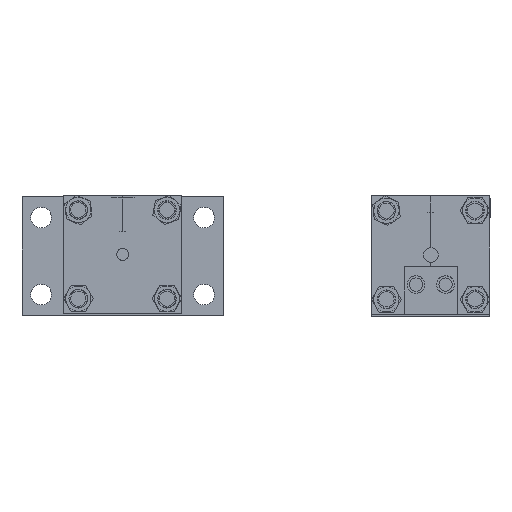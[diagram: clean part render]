
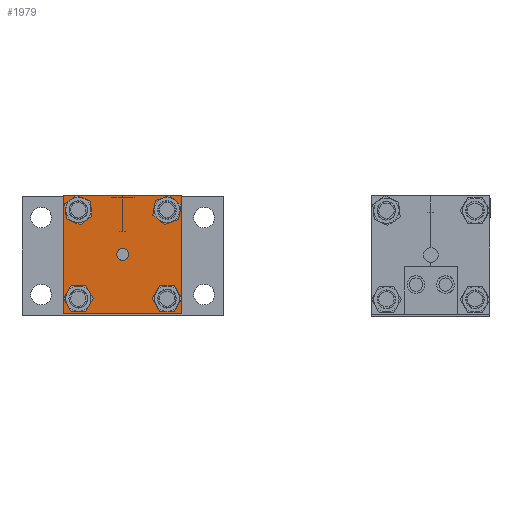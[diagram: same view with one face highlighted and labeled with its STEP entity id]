
A CAD part, top view. The second image highlights one B-rep face of the part: STEP entity #1979.
In plain terms, the highlighted planar face has unit normal (0, 0, 1).
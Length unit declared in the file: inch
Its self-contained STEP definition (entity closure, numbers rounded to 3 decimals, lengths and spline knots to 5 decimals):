
#25 = DIRECTION ( 'NONE',  ( 1., 0., 0. ) ) ;
#105 = DIRECTION ( 'NONE',  ( 1., 0., 0. ) ) ;
#225 = CARTESIAN_POINT ( 'NONE',  ( 6.83446, 7.39306, 0.5 ) ) ;
#241 = VERTEX_POINT ( 'NONE', #8250 ) ;
#271 = AXIS2_PLACEMENT_3D ( 'NONE', #11468, #8346, #12450 ) ;
#280 = LINE ( 'NONE', #9751, #592 ) ;
#307 = DIRECTION ( 'NONE',  ( 1., 0., 0. ) ) ;
#343 = AXIS2_PLACEMENT_3D ( 'NONE', #4113, #4197, #105 ) ;
#376 = AXIS2_PLACEMENT_3D ( 'NONE', #225, #2429, #12334 ) ;
#461 = FACE_BOUND ( 'NONE', #534, .T. ) ;
#534 = EDGE_LOOP ( 'NONE', ( #1659, #10751 ) ) ;
#571 = ORIENTED_EDGE ( 'NONE', *, *, #9162, .F. ) ;
#592 = VECTOR ( 'NONE', #4746, 39.37008 ) ;
#686 = ORIENTED_EDGE ( 'NONE', *, *, #11308, .F. ) ;
#1044 = DIRECTION ( 'NONE',  ( 1., 0., 0. ) ) ;
#1113 = CARTESIAN_POINT ( 'NONE',  ( 5.89946, 9.57806, 0.5 ) ) ;
#1321 = CARTESIAN_POINT ( 'NONE',  ( 4.96446, 9.26306, 0.5 ) ) ;
#1647 = CARTESIAN_POINT ( 'NONE',  ( 5.15246, 9.26306, 0.5 ) ) ;
#1659 = ORIENTED_EDGE ( 'NONE', *, *, #10772, .F. ) ;
#1686 = ORIENTED_EDGE ( 'NONE', *, *, #6504, .T. ) ;
#1725 = FACE_BOUND ( 'NONE', #6382, .T. ) ;
#1744 = AXIS2_PLACEMENT_3D ( 'NONE', #2983, #11037, #25 ) ;
#1955 = CARTESIAN_POINT ( 'NONE',  ( 5.89946, 8.32806, 0.5 ) ) ;
#1979 = ADVANCED_FACE ( 'NONE', ( #1725, #461, #10365, #3780, #12080, #4093 ), #2186, .T. ) ;
#2097 = VERTEX_POINT ( 'NONE', #3541 ) ;
#2186 = PLANE ( 'NONE',  #11722 ) ;
#2223 = CIRCLE ( 'NONE', #376, 0.188 ) ;
#2409 = AXIS2_PLACEMENT_3D ( 'NONE', #1321, #9412, #3405 ) ;
#2429 = DIRECTION ( 'NONE',  ( 0., 0., 1. ) ) ;
#2608 = VECTOR ( 'NONE', #8005, 39.37008 ) ;
#2624 = CARTESIAN_POINT ( 'NONE',  ( 4.96446, 9.26306, 0.5 ) ) ;
#2745 = ORIENTED_EDGE ( 'NONE', *, *, #5281, .F. ) ;
#2983 = CARTESIAN_POINT ( 'NONE',  ( 4.96446, 7.39306, 0.5 ) ) ;
#3109 = AXIS2_PLACEMENT_3D ( 'NONE', #7618, #4620, #11714 ) ;
#3156 = CARTESIAN_POINT ( 'NONE',  ( 5.89946, 5.57249, 0.5 ) ) ;
#3229 = CIRCLE ( 'NONE', #1744, 0.188 ) ;
#3251 = EDGE_LOOP ( 'NONE', ( #2745, #3691 ) ) ;
#3405 = DIRECTION ( 'NONE',  ( 1., 0., 0. ) ) ;
#3435 = DIRECTION ( 'NONE',  ( 0., 0., 1. ) ) ;
#3541 = CARTESIAN_POINT ( 'NONE',  ( 4.64946, 9.57806, 0.5 ) ) ;
#3691 = ORIENTED_EDGE ( 'NONE', *, *, #7625, .F. ) ;
#3780 = FACE_BOUND ( 'NONE', #11847, .T. ) ;
#3837 = AXIS2_PLACEMENT_3D ( 'NONE', #1955, #11004, #1044 ) ;
#3846 = VERTEX_POINT ( 'NONE', #6670 ) ;
#3877 = VECTOR ( 'NONE', #10061, 39.37008 ) ;
#3924 = CARTESIAN_POINT ( 'NONE',  ( 5.15246, 7.39306, 0.5 ) ) ;
#3935 = CARTESIAN_POINT ( 'NONE',  ( 5.77291, 8.32806, 0.5 ) ) ;
#4093 = FACE_BOUND ( 'NONE', #8260, .T. ) ;
#4113 = CARTESIAN_POINT ( 'NONE',  ( 6.83446, 9.26306, 0.5 ) ) ;
#4191 = CIRCLE ( 'NONE', #3837, 0.12655 ) ;
#4197 = DIRECTION ( 'NONE',  ( 0., 0., 1. ) ) ;
#4284 = EDGE_CURVE ( 'NONE', #4961, #12373, #8139, .T. ) ;
#4561 = AXIS2_PLACEMENT_3D ( 'NONE', #9180, #9946, #12988 ) ;
#4620 = DIRECTION ( 'NONE',  ( 0., 0., 1. ) ) ;
#4711 = EDGE_CURVE ( 'NONE', #12373, #4961, #4191, .T. ) ;
#4746 = DIRECTION ( 'NONE',  ( 0., -1., 0. ) ) ;
#4814 = ORIENTED_EDGE ( 'NONE', *, *, #11000, .F. ) ;
#4961 = VERTEX_POINT ( 'NONE', #3935 ) ;
#5212 = EDGE_CURVE ( 'NONE', #241, #12727, #2223, .T. ) ;
#5281 = EDGE_CURVE ( 'NONE', #7637, #6560, #10065, .T. ) ;
#5499 = CIRCLE ( 'NONE', #343, 0.188 ) ;
#5565 = AXIS2_PLACEMENT_3D ( 'NONE', #2624, #10779, #8689 ) ;
#5637 = AXIS2_PLACEMENT_3D ( 'NONE', #6445, #3435, #307 ) ;
#5760 = DIRECTION ( 'NONE',  ( 1., 0., 0. ) ) ;
#5993 = EDGE_LOOP ( 'NONE', ( #12792, #9145, #1686, #686 ) ) ;
#6277 = VERTEX_POINT ( 'NONE', #9462 ) ;
#6306 = ORIENTED_EDGE ( 'NONE', *, *, #5212, .F. ) ;
#6382 = EDGE_LOOP ( 'NONE', ( #4814, #6306 ) ) ;
#6423 = VECTOR ( 'NONE', #5760, 39.37008 ) ;
#6445 = CARTESIAN_POINT ( 'NONE',  ( 5.89946, 8.32806, 0.5 ) ) ;
#6504 = EDGE_CURVE ( 'NONE', #6277, #8091, #8136, .T. ) ;
#6560 = VERTEX_POINT ( 'NONE', #8786 ) ;
#6670 = CARTESIAN_POINT ( 'NONE',  ( 7.14946, 9.57806, 0.5 ) ) ;
#6941 = EDGE_CURVE ( 'NONE', #10355, #7187, #9666, .T. ) ;
#7187 = VERTEX_POINT ( 'NONE', #8960 ) ;
#7240 = ORIENTED_EDGE ( 'NONE', *, *, #4284, .F. ) ;
#7320 = EDGE_CURVE ( 'NONE', #11375, #11371, #3229, .T. ) ;
#7398 = CIRCLE ( 'NONE', #271, 0.188 ) ;
#7618 = CARTESIAN_POINT ( 'NONE',  ( 6.83446, 9.26306, 0.5 ) ) ;
#7625 = EDGE_CURVE ( 'NONE', #6560, #7637, #12160, .T. ) ;
#7637 = VERTEX_POINT ( 'NONE', #1647 ) ;
#8005 = DIRECTION ( 'NONE',  ( 0., -1., 0. ) ) ;
#8091 = VERTEX_POINT ( 'NONE', #11240 ) ;
#8136 = LINE ( 'NONE', #10729, #6423 ) ;
#8139 = CIRCLE ( 'NONE', #5637, 0.12655 ) ;
#8250 = CARTESIAN_POINT ( 'NONE',  ( 6.64646, 7.39306, 0.5 ) ) ;
#8260 = EDGE_LOOP ( 'NONE', ( #7240, #11166 ) ) ;
#8346 = DIRECTION ( 'NONE',  ( 0., 0., 1. ) ) ;
#8689 = DIRECTION ( 'NONE',  ( 1., 0., 0. ) ) ;
#8786 = CARTESIAN_POINT ( 'NONE',  ( 4.77646, 9.26306, 0.5 ) ) ;
#8919 = CARTESIAN_POINT ( 'NONE',  ( 4.64946, 5.57249, 0.5 ) ) ;
#8960 = CARTESIAN_POINT ( 'NONE',  ( 7.02246, 9.26306, 0.5 ) ) ;
#9119 = CARTESIAN_POINT ( 'NONE',  ( 7.02246, 7.39306, 0.5 ) ) ;
#9145 = ORIENTED_EDGE ( 'NONE', *, *, #10109, .T. ) ;
#9162 = EDGE_CURVE ( 'NONE', #11371, #11375, #10551, .T. ) ;
#9180 = CARTESIAN_POINT ( 'NONE',  ( 4.96446, 7.39306, 0.5 ) ) ;
#9412 = DIRECTION ( 'NONE',  ( 0., 0., 1. ) ) ;
#9462 = CARTESIAN_POINT ( 'NONE',  ( 4.64946, 7.07806, 0.5 ) ) ;
#9463 = CARTESIAN_POINT ( 'NONE',  ( 6.64646, 9.26306, 0.5 ) ) ;
#9666 = CIRCLE ( 'NONE', #3109, 0.188 ) ;
#9751 = CARTESIAN_POINT ( 'NONE',  ( 7.14946, 5.57249, 0.5 ) ) ;
#9946 = DIRECTION ( 'NONE',  ( 0., 0., 1. ) ) ;
#10061 = DIRECTION ( 'NONE',  ( 1., 0., 0. ) ) ;
#10065 = CIRCLE ( 'NONE', #2409, 0.188 ) ;
#10109 = EDGE_CURVE ( 'NONE', #2097, #6277, #10233, .T. ) ;
#10110 = ORIENTED_EDGE ( 'NONE', *, *, #7320, .F. ) ;
#10233 = LINE ( 'NONE', #8919, #2608 ) ;
#10355 = VERTEX_POINT ( 'NONE', #9463 ) ;
#10365 = FACE_BOUND ( 'NONE', #3251, .T. ) ;
#10551 = CIRCLE ( 'NONE', #4561, 0.188 ) ;
#10729 = CARTESIAN_POINT ( 'NONE',  ( 5.89946, 7.07806, 0.5 ) ) ;
#10751 = ORIENTED_EDGE ( 'NONE', *, *, #6941, .F. ) ;
#10772 = EDGE_CURVE ( 'NONE', #7187, #10355, #5499, .T. ) ;
#10779 = DIRECTION ( 'NONE',  ( 0., 0., 1. ) ) ;
#11000 = EDGE_CURVE ( 'NONE', #12727, #241, #7398, .T. ) ;
#11004 = DIRECTION ( 'NONE',  ( 0., 0., 1. ) ) ;
#11037 = DIRECTION ( 'NONE',  ( 0., 0., 1. ) ) ;
#11166 = ORIENTED_EDGE ( 'NONE', *, *, #4711, .F. ) ;
#11240 = CARTESIAN_POINT ( 'NONE',  ( 7.14946, 7.07806, 0.5 ) ) ;
#11257 = DIRECTION ( 'NONE',  ( 0., 0., 1. ) ) ;
#11308 = EDGE_CURVE ( 'NONE', #3846, #8091, #280, .T. ) ;
#11371 = VERTEX_POINT ( 'NONE', #3924 ) ;
#11375 = VERTEX_POINT ( 'NONE', #12944 ) ;
#11468 = CARTESIAN_POINT ( 'NONE',  ( 6.83446, 7.39306, 0.5 ) ) ;
#11714 = DIRECTION ( 'NONE',  ( 1., 0., 0. ) ) ;
#11722 = AXIS2_PLACEMENT_3D ( 'NONE', #3156, #11257, #12265 ) ;
#11847 = EDGE_LOOP ( 'NONE', ( #571, #10110 ) ) ;
#12080 = FACE_OUTER_BOUND ( 'NONE', #5993, .T. ) ;
#12160 = CIRCLE ( 'NONE', #5565, 0.188 ) ;
#12185 = LINE ( 'NONE', #1113, #3877 ) ;
#12265 = DIRECTION ( 'NONE',  ( 1., 0., 0. ) ) ;
#12334 = DIRECTION ( 'NONE',  ( 1., 0., 0. ) ) ;
#12373 = VERTEX_POINT ( 'NONE', #12998 ) ;
#12404 = EDGE_CURVE ( 'NONE', #2097, #3846, #12185, .T. ) ;
#12450 = DIRECTION ( 'NONE',  ( 1., 0., 0. ) ) ;
#12727 = VERTEX_POINT ( 'NONE', #9119 ) ;
#12792 = ORIENTED_EDGE ( 'NONE', *, *, #12404, .F. ) ;
#12944 = CARTESIAN_POINT ( 'NONE',  ( 4.77646, 7.39306, 0.5 ) ) ;
#12988 = DIRECTION ( 'NONE',  ( 1., 0., 0. ) ) ;
#12998 = CARTESIAN_POINT ( 'NONE',  ( 6.02601, 8.32806, 0.5 ) ) ;
